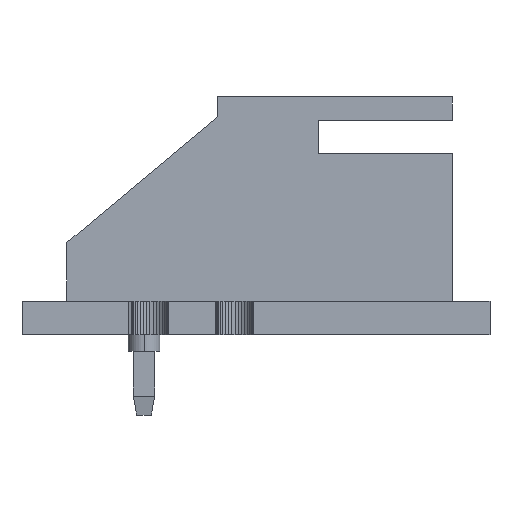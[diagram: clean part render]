
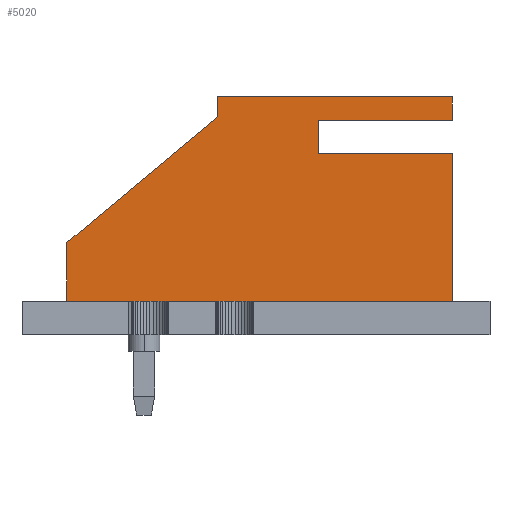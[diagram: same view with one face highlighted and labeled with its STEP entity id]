
A CAD part, front view. The second image highlights one B-rep face of the part: STEP entity #5020.
In plain terms, the highlighted face is planar.
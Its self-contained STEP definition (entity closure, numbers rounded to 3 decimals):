
#3947 = VERTEX_POINT('',#3948);
#3948 = CARTESIAN_POINT('',(6.2,0.,3.05));
#3954 = EDGE_CURVE('',#3955,#3947,#3957,.T.);
#3955 = VERTEX_POINT('',#3956);
#3956 = CARTESIAN_POINT('',(6.2,7.,3.05));
#3957 = LINE('',#3958,#3959);
#3958 = CARTESIAN_POINT('',(6.2,7.,3.05));
#3959 = VECTOR('',#3960,1.);
#3960 = DIRECTION('',(0.,-1.,0.));
#4052 = VERTEX_POINT('',#4053);
#4053 = CARTESIAN_POINT('',(6.2,0.,2.45));
#4059 = EDGE_CURVE('',#3947,#4052,#4060,.T.);
#4060 = LINE('',#4061,#4062);
#4061 = CARTESIAN_POINT('',(6.2,0.,-3.05));
#4062 = VECTOR('',#4063,1.);
#4063 = DIRECTION('',(0.,0.,-1.));
#4203 = VERTEX_POINT('',#4204);
#4204 = CARTESIAN_POINT('',(6.2,7.,-3.05));
#4210 = EDGE_CURVE('',#4203,#4211,#4213,.T.);
#4211 = VERTEX_POINT('',#4212);
#4212 = CARTESIAN_POINT('',(6.2,-4.5,-3.05));
#4213 = LINE('',#4214,#4215);
#4214 = CARTESIAN_POINT('',(6.2,7.,-3.05));
#4215 = VECTOR('',#4216,1.);
#4216 = DIRECTION('',(0.,-1.,0.));
#4360 = EDGE_CURVE('',#3955,#4361,#4363,.T.);
#4361 = VERTEX_POINT('',#4362);
#4362 = CARTESIAN_POINT('',(6.2,7.,2.35));
#4363 = LINE('',#4364,#4365);
#4364 = CARTESIAN_POINT('',(6.2,7.,-3.05));
#4365 = VECTOR('',#4366,1.);
#4366 = DIRECTION('',(0.,0.,-1.));
#5020 = ADVANCED_FACE('',(#5021),#5071,.F.);
#5021 = FACE_BOUND('',#5022,.T.);
#5022 = EDGE_LOOP('',(#5023,#5031,#5032,#5033,#5034,#5042,#5048,#5049,
    #5057,#5065));
#5023 = ORIENTED_EDGE('',*,*,#5024,.F.);
#5024 = EDGE_CURVE('',#4361,#5025,#5027,.T.);
#5025 = VERTEX_POINT('',#5026);
#5026 = CARTESIAN_POINT('',(6.2,3.,2.35));
#5027 = LINE('',#5028,#5029);
#5028 = CARTESIAN_POINT('',(6.2,7.,2.35));
#5029 = VECTOR('',#5030,1.);
#5030 = DIRECTION('',(0.,-1.,0.));
#5031 = ORIENTED_EDGE('',*,*,#4360,.F.);
#5032 = ORIENTED_EDGE('',*,*,#3954,.T.);
#5033 = ORIENTED_EDGE('',*,*,#4059,.T.);
#5034 = ORIENTED_EDGE('',*,*,#5035,.T.);
#5035 = EDGE_CURVE('',#4052,#5036,#5038,.T.);
#5036 = VERTEX_POINT('',#5037);
#5037 = CARTESIAN_POINT('',(6.2,-4.5,-1.3));
#5038 = LINE('',#5039,#5040);
#5039 = CARTESIAN_POINT('',(6.2,0.,2.45));
#5040 = VECTOR('',#5041,1.);
#5041 = DIRECTION('',(0.,-0.768,-0.64));
#5042 = ORIENTED_EDGE('',*,*,#5043,.T.);
#5043 = EDGE_CURVE('',#5036,#4211,#5044,.T.);
#5044 = LINE('',#5045,#5046);
#5045 = CARTESIAN_POINT('',(6.2,-4.5,-1.3));
#5046 = VECTOR('',#5047,1.);
#5047 = DIRECTION('',(0.,0.,-1.));
#5048 = ORIENTED_EDGE('',*,*,#4210,.F.);
#5049 = ORIENTED_EDGE('',*,*,#5050,.F.);
#5050 = EDGE_CURVE('',#5051,#4203,#5053,.T.);
#5051 = VERTEX_POINT('',#5052);
#5052 = CARTESIAN_POINT('',(6.2,7.,1.35));
#5053 = LINE('',#5054,#5055);
#5054 = CARTESIAN_POINT('',(6.2,7.,-3.05));
#5055 = VECTOR('',#5056,1.);
#5056 = DIRECTION('',(0.,0.,-1.));
#5057 = ORIENTED_EDGE('',*,*,#5058,.F.);
#5058 = EDGE_CURVE('',#5059,#5051,#5061,.T.);
#5059 = VERTEX_POINT('',#5060);
#5060 = CARTESIAN_POINT('',(6.2,3.,1.35));
#5061 = LINE('',#5062,#5063);
#5062 = CARTESIAN_POINT('',(6.2,7.,1.35));
#5063 = VECTOR('',#5064,1.);
#5064 = DIRECTION('',(0.,1.,0.));
#5065 = ORIENTED_EDGE('',*,*,#5066,.F.);
#5066 = EDGE_CURVE('',#5025,#5059,#5067,.T.);
#5067 = LINE('',#5068,#5069);
#5068 = CARTESIAN_POINT('',(6.2,3.,-3.05));
#5069 = VECTOR('',#5070,1.);
#5070 = DIRECTION('',(0.,0.,-1.));
#5071 = PLANE('',#5072);
#5072 = AXIS2_PLACEMENT_3D('',#5073,#5074,#5075);
#5073 = CARTESIAN_POINT('',(6.2,7.,-3.05));
#5074 = DIRECTION('',(-1.,0.,0.));
#5075 = DIRECTION('',(0.,0.,1.));
